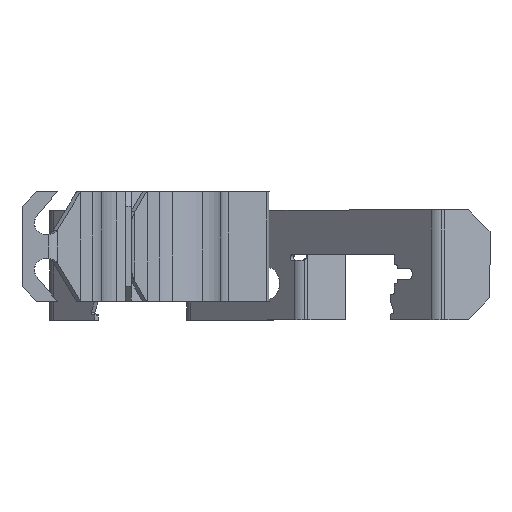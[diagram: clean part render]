
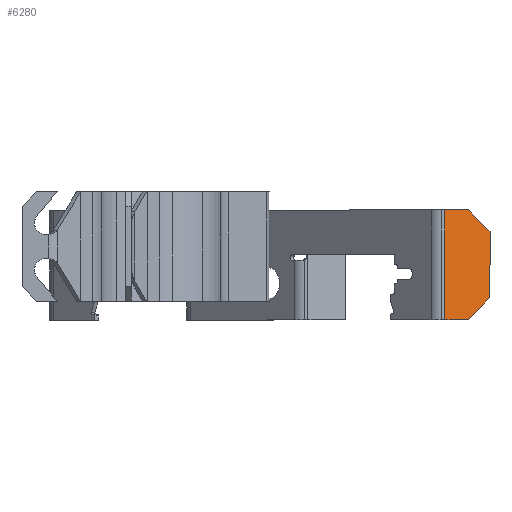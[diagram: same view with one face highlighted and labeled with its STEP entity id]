
A CAD part, top view. The second image highlights one B-rep face of the part: STEP entity #6280.
In plain terms, the highlighted planar face has unit normal (0.259, 0, 0.966).
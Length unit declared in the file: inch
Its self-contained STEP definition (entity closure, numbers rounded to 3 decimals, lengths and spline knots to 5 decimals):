
#96 = CARTESIAN_POINT ( 'NONE',  ( 2.49792, -0.502, 1.49888 ) ) ;
#108 = VERTEX_POINT ( 'NONE', #1840 ) ;
#263 = PLANE ( 'NONE',  #5217 ) ;
#411 = EDGE_CURVE ( 'NONE', #2399, #108, #3207, .T. ) ;
#498 = DIRECTION ( 'NONE',  ( -0.966, 0., 0.259 ) ) ;
#607 = EDGE_CURVE ( 'NONE', #3589, #5456, #6057, .T. ) ;
#632 = ORIENTED_EDGE ( 'NONE', *, *, #411, .F. ) ;
#649 = DIRECTION ( 'NONE',  ( 0., -1., 0. ) ) ;
#833 = VECTOR ( 'NONE', #498, 39.37008 ) ;
#878 = DIRECTION ( 'NONE',  ( -0.683, 0.707, 0.183 ) ) ;
#911 = EDGE_CURVE ( 'NONE', #5456, #2399, #1515, .T. ) ;
#913 = VECTOR ( 'NONE', #4483, 39.37008 ) ;
#969 = EDGE_CURVE ( 'NONE', #3589, #1773, #1875, .T. ) ;
#1021 = LINE ( 'NONE', #3356, #6083 ) ;
#1089 = ORIENTED_EDGE ( 'NONE', *, *, #607, .F. ) ;
#1092 = CARTESIAN_POINT ( 'NONE',  ( 2.80701, -0.502, 1.41606 ) ) ;
#1222 = ORIENTED_EDGE ( 'NONE', *, *, #2104, .F. ) ;
#1515 = LINE ( 'NONE', #4418, #913 ) ;
#1604 = VECTOR ( 'NONE', #649, 39.37008 ) ;
#1773 = VERTEX_POINT ( 'NONE', #5781 ) ;
#1840 = CARTESIAN_POINT ( 'NONE',  ( 2.66213, 0.25, 1.45489 ) ) ;
#1875 = LINE ( 'NONE', #1965, #5124 ) ;
#1899 = CARTESIAN_POINT ( 'NONE',  ( 2.49792, 0.25, 1.49888 ) ) ;
#1927 = EDGE_CURVE ( 'NONE', #3592, #108, #1021, .T. ) ;
#1965 = CARTESIAN_POINT ( 'NONE',  ( 2.66213, -0.502, 1.45489 ) ) ;
#2060 = EDGE_LOOP ( 'NONE', ( #1089, #4397, #1222, #2441, #632, #2424 ) ) ;
#2104 = EDGE_CURVE ( 'NONE', #3592, #1773, #5079, .T. ) ;
#2399 = VERTEX_POINT ( 'NONE', #1899 ) ;
#2404 = CARTESIAN_POINT ( 'NONE',  ( 2.66213, -0.502, 1.45489 ) ) ;
#2424 = ORIENTED_EDGE ( 'NONE', *, *, #911, .F. ) ;
#2441 = ORIENTED_EDGE ( 'NONE', *, *, #1927, .T. ) ;
#2787 = CARTESIAN_POINT ( 'NONE',  ( 2.80701, 0.1, 1.41606 ) ) ;
#2875 = FACE_OUTER_BOUND ( 'NONE', #2060, .T. ) ;
#2919 = DIRECTION ( 'NONE',  ( 0.683, 0.707, -0.183 ) ) ;
#3207 = LINE ( 'NONE', #4741, #4666 ) ;
#3356 = CARTESIAN_POINT ( 'NONE',  ( 2.80701, 0.1, 1.41606 ) ) ;
#3397 = CARTESIAN_POINT ( 'NONE',  ( 2.49792, -0.502, 1.49888 ) ) ;
#3589 = VERTEX_POINT ( 'NONE', #5768 ) ;
#3592 = VERTEX_POINT ( 'NONE', #2787 ) ;
#4195 = DIRECTION ( 'NONE',  ( 0.966, 0., -0.259 ) ) ;
#4397 = ORIENTED_EDGE ( 'NONE', *, *, #969, .T. ) ;
#4418 = CARTESIAN_POINT ( 'NONE',  ( 2.49792, 0.25, 1.49888 ) ) ;
#4483 = DIRECTION ( 'NONE',  ( 0., 1., 0. ) ) ;
#4666 = VECTOR ( 'NONE', #4195, 39.37008 ) ;
#4741 = CARTESIAN_POINT ( 'NONE',  ( 2.49792, 0.25, 1.49888 ) ) ;
#5026 = DIRECTION ( 'NONE',  ( 0.259, 0., 0.966 ) ) ;
#5079 = LINE ( 'NONE', #1092, #1604 ) ;
#5124 = VECTOR ( 'NONE', #2919, 39.37008 ) ;
#5217 = AXIS2_PLACEMENT_3D ( 'NONE', #96, #5026, #5519 ) ;
#5456 = VERTEX_POINT ( 'NONE', #3397 ) ;
#5519 = DIRECTION ( 'NONE',  ( 0.966, 0., -0.259 ) ) ;
#5768 = CARTESIAN_POINT ( 'NONE',  ( 2.66213, -0.502, 1.45489 ) ) ;
#5781 = CARTESIAN_POINT ( 'NONE',  ( 2.80701, -0.352, 1.41606 ) ) ;
#6057 = LINE ( 'NONE', #2404, #833 ) ;
#6083 = VECTOR ( 'NONE', #878, 39.37008 ) ;
#6280 = ADVANCED_FACE ( 'NONE', ( #2875 ), #263, .T. ) ;
